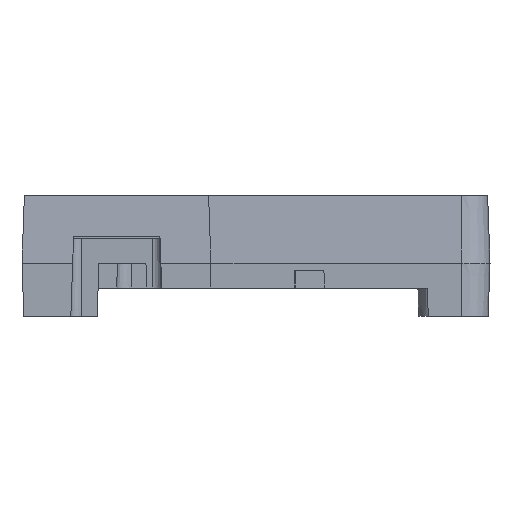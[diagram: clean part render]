
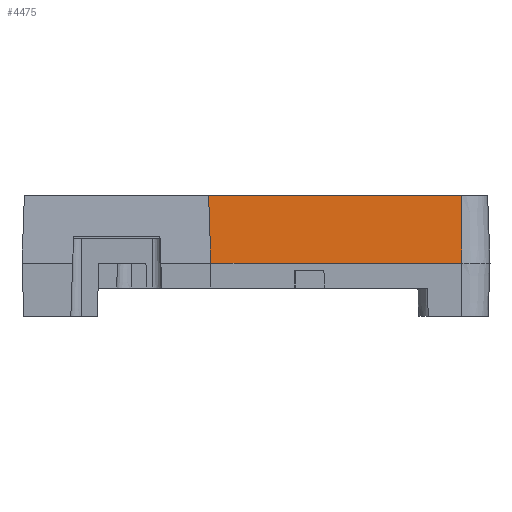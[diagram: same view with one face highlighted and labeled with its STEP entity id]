
A CAD part, front view. The second image highlights one B-rep face of the part: STEP entity #4475.
In plain terms, the highlighted planar face has unit normal (0, -0.999, 0.035).
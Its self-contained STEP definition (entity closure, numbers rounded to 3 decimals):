
#1527=DIRECTION('',(0.,0.035,0.999));
#1528=VECTOR('',#1527,4.753);
#1529=CARTESIAN_POINT('',(14.445,-50.,4.75));
#1530=LINE('',#1529,#1528);
#1531=DIRECTION('',(-1.,0.,0.));
#1532=VECTOR('',#1531,17.611);
#1533=CARTESIAN_POINT('',(14.445,-50.,4.75));
#1534=LINE('',#1533,#1532);
#1535=DIRECTION('',(-0.035,0.035,0.999));
#1536=VECTOR('',#1535,4.756);
#1537=CARTESIAN_POINT('',(-3.166,-50.,4.75));
#1538=LINE('',#1537,#1536);
#1539=DIRECTION('',(1.,0.,0.));
#1540=VECTOR('',#1539,17.777);
#1541=CARTESIAN_POINT('',(-3.332,-49.834,9.5));
#1542=LINE('',#1541,#1540);
#2336=CARTESIAN_POINT('',(14.445,-49.834,9.5));
#2337=VERTEX_POINT('',#2336);
#2338=CARTESIAN_POINT('',(-3.332,-49.834,9.5));
#2339=VERTEX_POINT('',#2338);
#2426=CARTESIAN_POINT('',(14.445,-50.,4.75));
#2427=VERTEX_POINT('',#2426);
#2428=CARTESIAN_POINT('',(-3.166,-50.,4.75));
#2429=VERTEX_POINT('',#2428);
#4463=CARTESIAN_POINT('',(-3.166,-50.,4.75));
#4464=DIRECTION('',(0.,-0.999,0.035));
#4465=DIRECTION('',(1.,0.,0.));
#4466=AXIS2_PLACEMENT_3D('',#4463,#4464,#4465);
#4467=PLANE('',#4466);
#4468=ORIENTED_EDGE('',*,*,#4457,.F.);
#4469=ORIENTED_EDGE('',*,*,#4386,.T.);
#4471=ORIENTED_EDGE('',*,*,#4470,.T.);
#4472=ORIENTED_EDGE('',*,*,#4120,.T.);
#4473=EDGE_LOOP('',(#4468,#4469,#4471,#4472));
#4474=FACE_OUTER_BOUND('',#4473,.F.);
#4120=EDGE_CURVE('',#2339,#2337,#1542,.T.);
#4386=EDGE_CURVE('',#2427,#2429,#1534,.T.);
#4457=EDGE_CURVE('',#2427,#2337,#1530,.T.);
#4470=EDGE_CURVE('',#2429,#2339,#1538,.T.);
#4475=ADVANCED_FACE('',(#4474),#4467,.T.);
